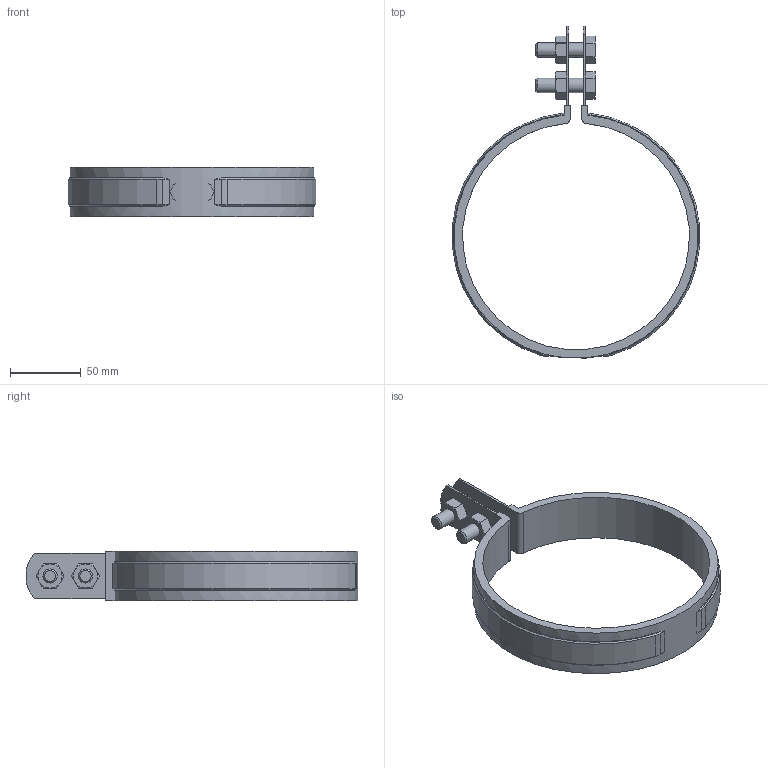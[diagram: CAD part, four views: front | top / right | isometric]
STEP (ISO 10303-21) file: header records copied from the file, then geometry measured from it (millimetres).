
FILE_DESCRIPTION( ( 'STEP AP203' ), '1' );
FILE_NAME( 'TP125.step', '2022-07-14T04:22:54', ( ' ' ), ( ' ' ), 'XStep 1.0', ' ', ' ' );
FILE_SCHEMA( ( 'CONFIG_CONTROL_DESIGN' ) );
Length unit declared in the file: millimetre
Products named in the file (6): 1; 2; 3; 4; 5; 6
Bounding box: 174.49 x 234.09 x 35 mm (x, y, z)
Volume: 12047.6 mm3; surface area: 116850.9 mm2
Topology: 4 solids, 6 shells, 149 faces, 400 edges, 259 vertices
Faces by surface type: plane 68, cylinder 53, cone 26, bspline 2
Full cylindrical faces by diameter (mm): 8.376 x2, 10 x2, 11 x3
Entity records: 9092 total; most frequent: CARTESIAN_POINT 5163, ORIENTED_EDGE 768, DIRECTION 734, EDGE_CURVE 384, AXIS2_PLACEMENT_3D 273, VERTEX_POINT 256, LINE 188, VECTOR 188
